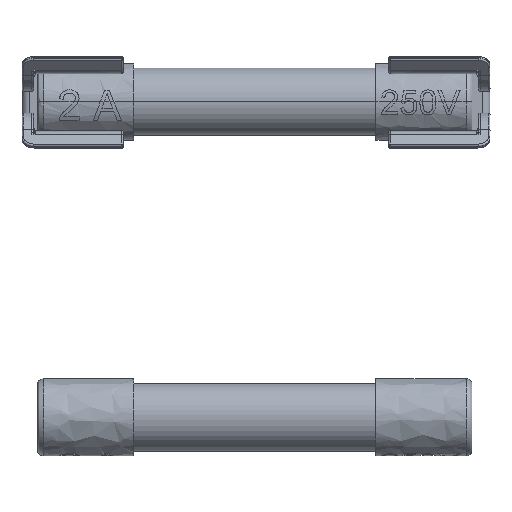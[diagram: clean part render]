
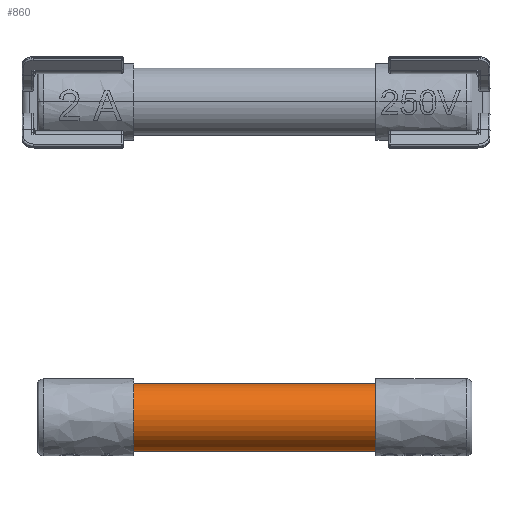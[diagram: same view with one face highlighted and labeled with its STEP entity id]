
A CAD part, top view. The second image highlights one B-rep face of the part: STEP entity #860.
In plain terms, the highlighted free-form (B-spline) face has degree [2, 1] with [9, 2] control points.
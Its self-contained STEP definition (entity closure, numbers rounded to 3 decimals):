
#860=ADVANCED_FACE('',(#1598),#11492,.T.);
#1598=FACE_OUTER_BOUND('',#2344,.T.);
#2344=EDGE_LOOP('',(#5914,#5915,#5916,#5917));
#5914=ORIENTED_EDGE('',*,*,#7813,.T.);
#5915=ORIENTED_EDGE('',*,*,#7807,.T.);
#5916=ORIENTED_EDGE('',*,*,#7814,.F.);
#5917=ORIENTED_EDGE('',*,*,#7812,.F.);
#7807=EDGE_CURVE('',#10838,#10839,#8785,.T.);
#7812=EDGE_CURVE('',#10842,#10843,#8790,.T.);
#7813=EDGE_CURVE('',#10842,#10838,#8791,.T.);
#7814=EDGE_CURVE('',#10843,#10839,#8792,.T.);
#8785=(
BOUNDED_CURVE()
B_SPLINE_CURVE(1,(#37404,#37405),.UNSPECIFIED.,.F.,.F.)
B_SPLINE_CURVE_WITH_KNOTS((2,2),(0.,38.081),.UNSPECIFIED.)
CURVE()
GEOMETRIC_REPRESENTATION_ITEM()
RATIONAL_B_SPLINE_CURVE((1.,1.))
REPRESENTATION_ITEM('')
);
#8790=(
BOUNDED_CURVE()
B_SPLINE_CURVE(1,(#37423,#37424),.UNSPECIFIED.,.F.,.F.)
B_SPLINE_CURVE_WITH_KNOTS((2,2),(0.,38.081),.UNSPECIFIED.)
CURVE()
GEOMETRIC_REPRESENTATION_ITEM()
RATIONAL_B_SPLINE_CURVE((1.,1.))
REPRESENTATION_ITEM('')
);
#8791=(
BOUNDED_CURVE()
B_SPLINE_CURVE(2,(#37425,#37426,#37427,#37428,#37429),.UNSPECIFIED.,.F.,
 .F.)
B_SPLINE_CURVE_WITH_KNOTS((3,2,3),(6.907,10.36,13.814),
 .UNSPECIFIED.)
CURVE()
GEOMETRIC_REPRESENTATION_ITEM()
RATIONAL_B_SPLINE_CURVE((1.,0.707,1.,0.707,1.))
REPRESENTATION_ITEM('')
);
#8792=(
BOUNDED_CURVE()
B_SPLINE_CURVE(2,(#37430,#37431,#37432,#37433,#37434),.UNSPECIFIED.,.F.,
 .F.)
B_SPLINE_CURVE_WITH_KNOTS((3,2,3),(6.907,10.36,13.814),
 .UNSPECIFIED.)
CURVE()
GEOMETRIC_REPRESENTATION_ITEM()
RATIONAL_B_SPLINE_CURVE((1.,0.707,1.,0.707,1.))
REPRESENTATION_ITEM('')
);
#10838=VERTEX_POINT('',#37391);
#10839=VERTEX_POINT('',#37392);
#10842=VERTEX_POINT('',#37395);
#10843=VERTEX_POINT('',#37396);
#11492=(
BOUNDED_SURFACE()
B_SPLINE_SURFACE(2,1,((#37355,#37356),(#37357,#37358),(#37359,#37360),(#37361,
#37362),(#37363,#37364),(#37365,#37366),(#37367,#37368),(#37369,#37370),
(#37371,#37372)),.UNSPECIFIED.,.T.,.F.,.F.)
B_SPLINE_SURFACE_WITH_KNOTS((3,2,2,2,3),(2,2),(0.,3.453,6.907,
10.36,13.814),(0.,38.081),.UNSPECIFIED.)
GEOMETRIC_REPRESENTATION_ITEM()
RATIONAL_B_SPLINE_SURFACE(((1.,1.),(0.707,0.707),
(1.,1.),(0.707,0.707),(1.,1.),(0.707,
0.707),(1.,1.),(0.707,0.707),(1.,1.)))
REPRESENTATION_ITEM('')
SURFACE()
);
#37355=CARTESIAN_POINT('',(40.098,2.199,14.225));
#37356=CARTESIAN_POINT('',(14.699,2.199,14.225));
#37357=CARTESIAN_POINT('',(40.098,2.199,12.027));
#37358=CARTESIAN_POINT('',(14.699,2.199,12.027));
#37359=CARTESIAN_POINT('',(40.098,0.,12.027));
#37360=CARTESIAN_POINT('',(14.699,0.,12.027));
#37361=CARTESIAN_POINT('',(40.098,-2.199,12.027));
#37362=CARTESIAN_POINT('',(14.699,-2.199,12.027));
#37363=CARTESIAN_POINT('',(40.098,-2.199,14.225));
#37364=CARTESIAN_POINT('',(14.699,-2.199,14.225));
#37365=CARTESIAN_POINT('',(40.098,-2.199,16.424));
#37366=CARTESIAN_POINT('',(14.699,-2.199,16.424));
#37367=CARTESIAN_POINT('',(40.098,0.,16.424));
#37368=CARTESIAN_POINT('',(14.699,0.,16.424));
#37369=CARTESIAN_POINT('',(40.098,2.199,16.424));
#37370=CARTESIAN_POINT('',(14.699,2.199,16.424));
#37371=CARTESIAN_POINT('',(40.098,2.199,14.225));
#37372=CARTESIAN_POINT('',(14.699,2.199,14.225));
#37391=CARTESIAN_POINT('',(40.098,2.199,14.225));
#37392=CARTESIAN_POINT('',(14.699,2.199,14.225));
#37395=CARTESIAN_POINT('',(40.098,-2.199,14.225));
#37396=CARTESIAN_POINT('',(14.699,-2.199,14.225));
#37404=CARTESIAN_POINT('',(40.098,2.199,14.225));
#37405=CARTESIAN_POINT('',(14.699,2.199,14.225));
#37423=CARTESIAN_POINT('',(40.098,-2.199,14.225));
#37424=CARTESIAN_POINT('',(14.699,-2.199,14.225));
#37425=CARTESIAN_POINT('',(40.098,-2.199,14.225));
#37426=CARTESIAN_POINT('',(40.098,-2.199,16.424));
#37427=CARTESIAN_POINT('',(40.098,0.,16.424));
#37428=CARTESIAN_POINT('',(40.098,2.199,16.424));
#37429=CARTESIAN_POINT('',(40.098,2.199,14.225));
#37430=CARTESIAN_POINT('',(14.699,-2.199,14.225));
#37431=CARTESIAN_POINT('',(14.699,-2.199,16.424));
#37432=CARTESIAN_POINT('',(14.699,0.,16.424));
#37433=CARTESIAN_POINT('',(14.699,2.199,16.424));
#37434=CARTESIAN_POINT('',(14.699,2.199,14.225));
